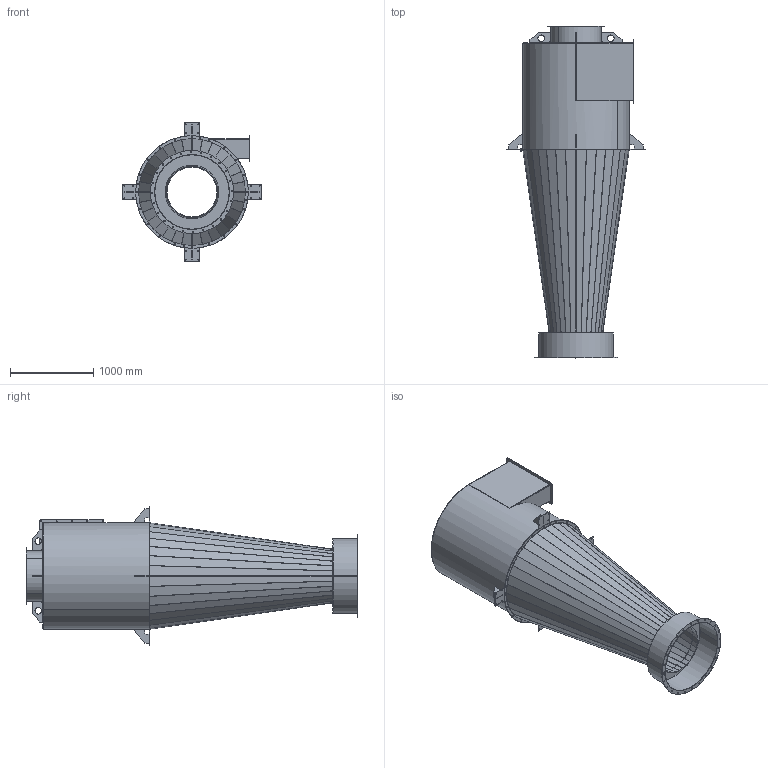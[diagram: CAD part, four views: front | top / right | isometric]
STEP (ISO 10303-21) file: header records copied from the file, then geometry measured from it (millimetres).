
FILE_DESCRIPTION (( 'STEP AP203' ), '1' );
FILE_NAME ('CY0015.STEP', '2023-11-22T07:20:47', ( '' ), ( '' ), 'SwSTEP 2.0', 'SolidWorks 2022', '' );
FILE_SCHEMA (( 'CONFIG_CONTROL_DESIGN' ));
Length unit declared in the file: millimetre
Products named in the file (22): PRGG-DNXXXX - FLANGE G&G_PRGG-DN900; CO-S372-03 - PART_Výchozí; CO-S371-01 - PART_Výchozí; CO-S372-05 - PART_Výchozí; CO-S370-01 - PART_Výchozí; CO-S372-07 - PART_Výchozí; CO-S371-04 - PART_Výchozí; CO-S372-02 - PART_Výchozí; CO-S371-00 - CONE_Výchozí; CO-S371-02 - PART_Výchozí; CO-S370-02 - PART_Výchozí; CY0015; PR-D013-43 - FLANGE DN600_Výchozí; CO-S372-06 - PART_Výchozí; BOLT JOINT - B+W-W+N_M10x30-X10-W; PH-D013-09 - FLANGE 240x697_Výchozí; CO-S373-00 - CYCLONE_Výchozí; CO-S371-03 - PART_Výchozí; CO-S372-04 - PART_Výchozí; CO-S370-00 - INPUT_Výchozí; CO-S372-01 - PART_Výchozí; CO-CYGG-450-00 - CW 10-23_Výchozí
Assembly tree (39 placements, depth 5):
  CY0015
    CO-CYGG-450-00 - CW 10-23_Výchozí
      CO-S373-00 - CYCLONE_Výchozí
        CO-S372-01 - PART_Výchozí
        CO-S372-02 - PART_Výchozí  x4
        CO-S372-03 - PART_Výchozí
        CO-S372-04 - PART_Výchozí
        CO-S372-05 - PART_Výchozí  x4
        CO-S372-06 - PART_Výchozí  x4
        CO-S370-00 - INPUT_Výchozí
          CO-S370-01 - PART_Výchozí
          CO-S370-02 - PART_Výchozí
          PH-D013-09 - FLANGE 240x697_Výchozí  x2
        PR-D013-43 - FLANGE DN600_Výchozí  x2
        CO-S372-07 - PART_Výchozí
      CO-S371-00 - CONE_Výchozí
        CO-S371-01 - PART_Výchozí  x2
        CO-S371-02 - PART_Výchozí
        CO-S371-03 - PART_Výchozí  x4
        CO-S371-04 - PART_Výchozí  x4
        PRGG-DNXXXX - FLANGE G&G_PRGG-DN900
      BOLT JOINT - B+W-W+N_M10x30-X10-W
Bounding box: 1662 x 3980 x 1662 mm (x, y, z)
Volume: 53790656.2 mm3; surface area: 35510994.6 mm2
Topology: 35 solids, 35 shells, 777 faces, 1854 edges, 1152 vertices
Faces by surface type: plane 365, cylinder 356, bspline 56
Entity records: 13610 total; most frequent: CARTESIAN_POINT 2221, DIRECTION 1892, ORIENTED_EDGE 1674, EDGE_CURVE 837, AXIS2_PLACEMENT_3D 705, VERTEX_POINT 530, LINE 482, VECTOR 482
